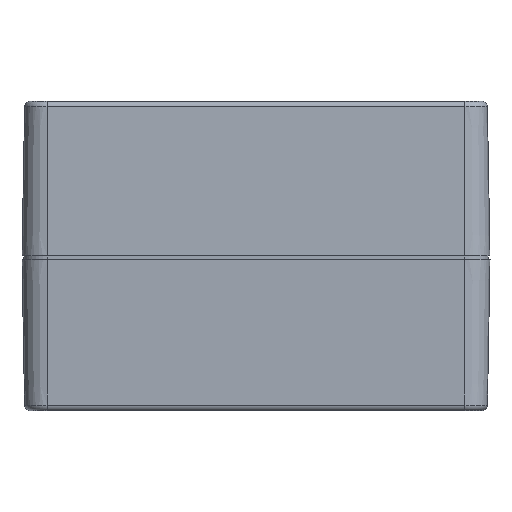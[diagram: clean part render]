
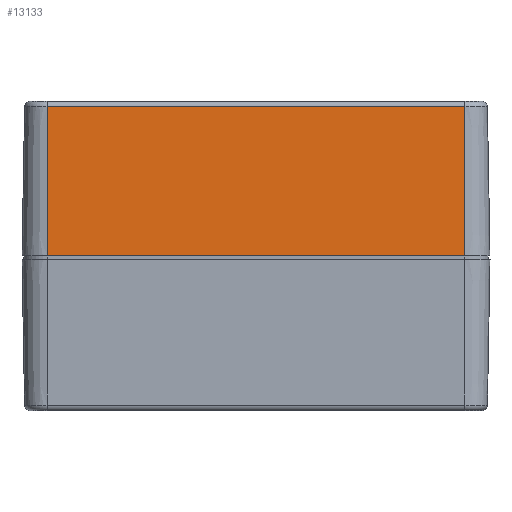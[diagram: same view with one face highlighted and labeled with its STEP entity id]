
A CAD part, front view. The second image highlights one B-rep face of the part: STEP entity #13133.
In plain terms, the highlighted planar face has unit normal (0, -1, 0.018).
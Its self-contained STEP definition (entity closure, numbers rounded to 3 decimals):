
#5860 = CARTESIAN_POINT ( 'NONE',  ( 987.373, -798.59, 12.763 ) ) ;
#5861 = DIRECTION ( 'NONE',  ( 1., 0., 0. ) ) ;
#5862 = VECTOR ( 'NONE', #5861, 1000. ) ;
#5863 = CARTESIAN_POINT ( 'NONE',  ( 1041.373, -798.59, 12.763 ) ) ;
#5864 = LINE ( 'NONE', #5863, #5862 ) ;
#5891 = CARTESIAN_POINT ( 'NONE',  ( 1095.373, -798.59, 12.763 ) ) ;
#5984 = DIRECTION ( 'NONE',  ( 1., 0., 0. ) ) ;
#5985 = VECTOR ( 'NONE', #5984, 1000. ) ;
#5986 = CARTESIAN_POINT ( 'NONE',  ( 1041.373, -797.918, 51.289 ) ) ;
#5987 = LINE ( 'NONE', #5986, #5985 ) ;
#5988 = CARTESIAN_POINT ( 'NONE',  ( 1095.373, -797.918, 51.289 ) ) ;
#5989 = DIRECTION ( 'NONE',  ( 0., -0.017, -1. ) ) ;
#5990 = VECTOR ( 'NONE', #5989, 1000. ) ;
#5991 = CARTESIAN_POINT ( 'NONE',  ( 1095.373, -9508.89, -499000. ) ) ;
#5992 = LINE ( 'NONE', #5991, #5990 ) ;
#5993 = DIRECTION ( 'NONE',  ( 0., -0.017, -1. ) ) ;
#5994 = DIRECTION ( 'NONE',  ( 0., -1., 0.017 ) ) ;
#5995 = CARTESIAN_POINT ( 'NONE',  ( 1041.373, -798.59, 12.763 ) ) ;
#5996 = AXIS2_PLACEMENT_3D ( 'NONE', #5995, #5994, #5993 ) ;
#5997 = PLANE ( 'NONE',  #5996 ) ;
#5998 = FACE_OUTER_BOUND ( 'NONE', #13134, .T. ) ;
#6022 = CARTESIAN_POINT ( 'NONE',  ( 987.373, -797.918, 51.289 ) ) ;
#6023 = DIRECTION ( 'NONE',  ( 0., -0.017, -1. ) ) ;
#6024 = VECTOR ( 'NONE', #6023, 1000. ) ;
#6025 = CARTESIAN_POINT ( 'NONE',  ( 987.373, -798.59, 12.763 ) ) ;
#6026 = LINE ( 'NONE', #6025, #6024 ) ;
#13041 = EDGE_CURVE ( 'NONE', #13042, #13066, #5864, .T. ) ;
#13042 = VERTEX_POINT ( 'NONE', #5860 ) ;
#13066 = VERTEX_POINT ( 'NONE', #5891 ) ;
#13133 = ADVANCED_FACE ( 'NONE', ( #5998 ), #5997, .T. ) ;
#13134 = EDGE_LOOP ( 'NONE', ( #13135, #13136, #13139, #13141 ) ) ;
#13135 = ORIENTED_EDGE ( 'NONE', *, *, #13041, .T. ) ;
#13136 = ORIENTED_EDGE ( 'NONE', *, *, #13137, .F. ) ;
#13137 = EDGE_CURVE ( 'NONE', #13138, #13066, #5992, .T. ) ;
#13138 = VERTEX_POINT ( 'NONE', #5988 ) ;
#13139 = ORIENTED_EDGE ( 'NONE', *, *, #13140, .F. ) ;
#13140 = EDGE_CURVE ( 'NONE', #13155, #13138, #5987, .T. ) ;
#13141 = ORIENTED_EDGE ( 'NONE', *, *, #13154, .T. ) ;
#13154 = EDGE_CURVE ( 'NONE', #13155, #13042, #6026, .T. ) ;
#13155 = VERTEX_POINT ( 'NONE', #6022 ) ;
